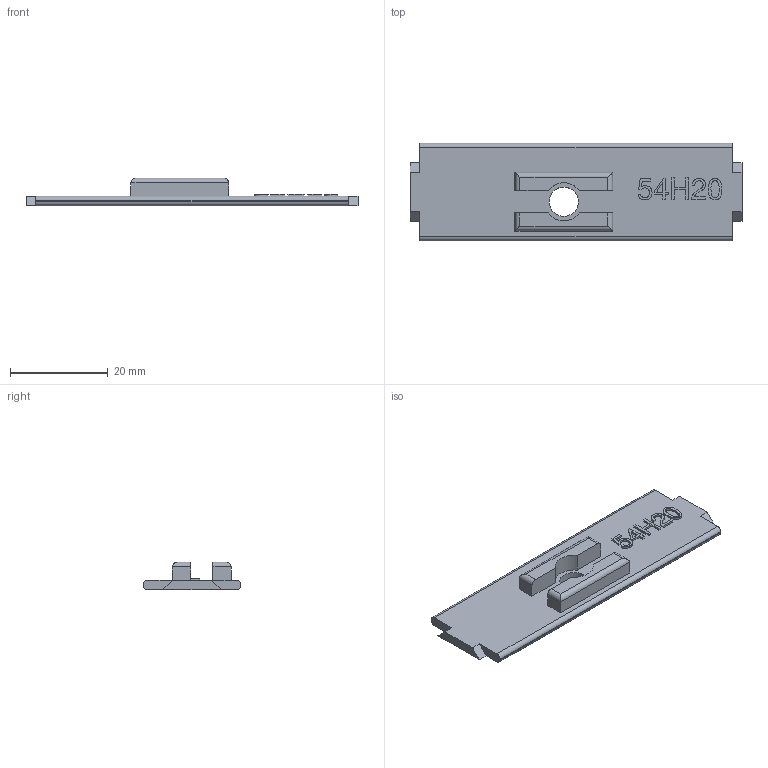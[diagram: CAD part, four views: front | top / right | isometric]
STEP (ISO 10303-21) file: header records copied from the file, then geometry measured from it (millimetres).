
FILE_DESCRIPTION(('Open CASCADE Model'),'2;1');
FILE_NAME('Open CASCADE Shape Model','2025-05-19T13:55:20',('Author'),( 'Open CASCADE'),'Open CASCADE STEP processor 7.7','Open CASCADE 7.7' ,'Unknown');
FILE_SCHEMA(('AUTOMOTIVE_DESIGN { 1 0 10303 214 1 1 1 1 }'));
Length unit declared in the file: millimetre
Products named in the file (1): Open CASCADE STEP translator 7.7 86
Bounding box: 68 x 20 x 5.7 mm (x, y, z)
Volume: 3033.3 mm3; surface area: 3254.9 mm2
Topology: 1 solids, 1 shells, 131 faces, 356 edges, 236 vertices
Faces by surface type: plane 72, extrusion 46, cylinder 13
Full cylindrical faces by diameter (mm): 6 x1
Entity records: 8861 total; most frequent: CARTESIAN_POINT 2006, DIRECTION 1107, VECTOR 882, LINE 836, ORIENTED_EDGE 712, PCURVE 712, DEFINITIONAL_REPRESENTATION 712, EDGE_CURVE 356
